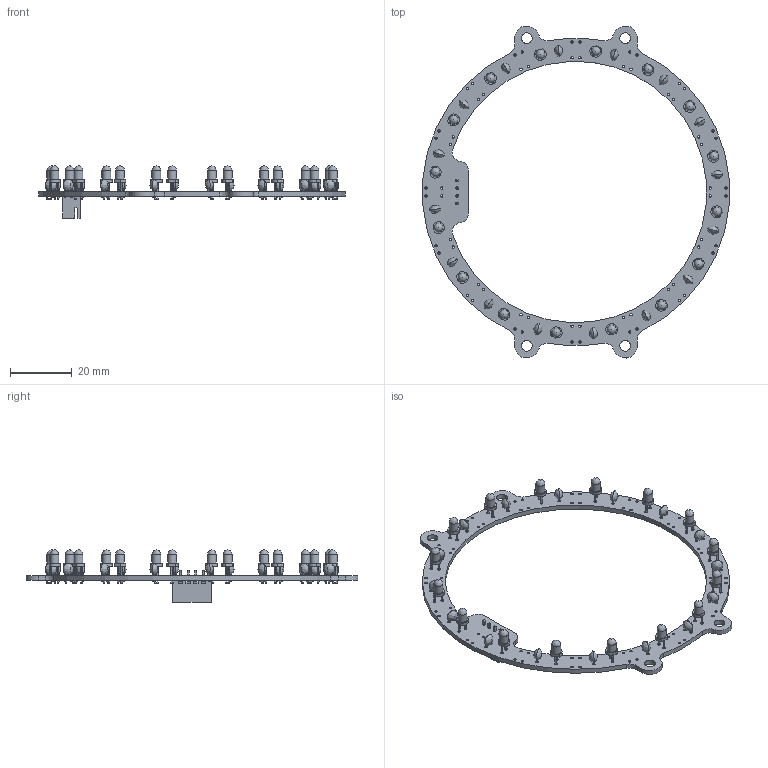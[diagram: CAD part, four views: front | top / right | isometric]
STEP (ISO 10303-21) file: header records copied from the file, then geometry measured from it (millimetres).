
FILE_DESCRIPTION(('KiCad electronic assembly'),'2;1');
FILE_NAME('line_sensor.step','2022-07-28T13:47:31',('Pcbnew'),('Kicad'), 'Open CASCADE STEP processor 7.6','KiCad to STEP converter','Unknown' );
FILE_SCHEMA(('AUTOMOTIVE_DESIGN { 1 0 10303 214 1 1 1 1 }'));
Length unit declared in the file: millimetre
Products named in the file (8): line_sensor 1; LED_D3.0mm_Clear; SOLID; C_Disc_D3.8mm_W2.6mm_P2.50mm; JST_XH_B4B-XH-A_1x04_P2.50mm_Vertical; line_sensor PCB
Assembly tree (37 placements, depth 3):
  line_sensor 1
    LED_D3.0mm_Clear  x16
      SOLID
    C_Disc_D3.8mm_W2.6mm_P2.50mm  x16
      SOLID
    JST_XH_B4B-XH-A_1x04_P2.50mm_Vertical
      SOLID
    line_sensor PCB
Bounding box: 99.63 x 107.98 x 17 mm (x, y, z)
Volume: 5014.5 mm3; surface area: 9063.3 mm2
Topology: 34 solids, 34 shells, 721 faces, 1845 edges, 1200 vertices
Faces by surface type: bspline 557, cylinder 157, plane 7
Full cylindrical faces by diameter (mm): 0.762 x64, 0.8 x32, 0.9 x32, 0.95 x4, 3.5 x4
Entity records: 24096 total; most frequent: CARTESIAN_POINT 6354, DIRECTION 2176, ORIENTED_EDGE 1824, PCURVE 1824, DEFINITIONAL_REPRESENTATION 1824, B_SPLINE_CURVE_WITH_KNOTS 1239, EDGE_CURVE 912, LINE 830
